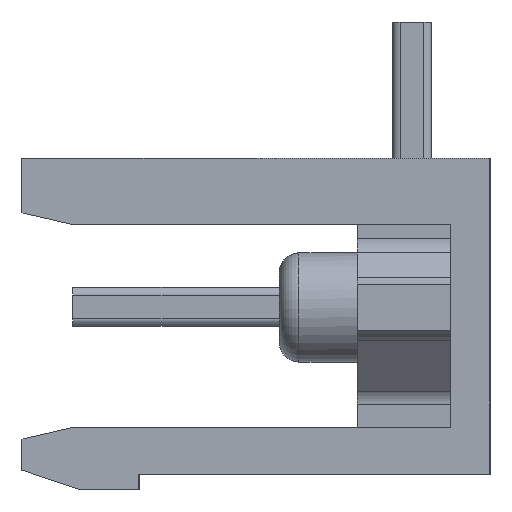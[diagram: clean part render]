
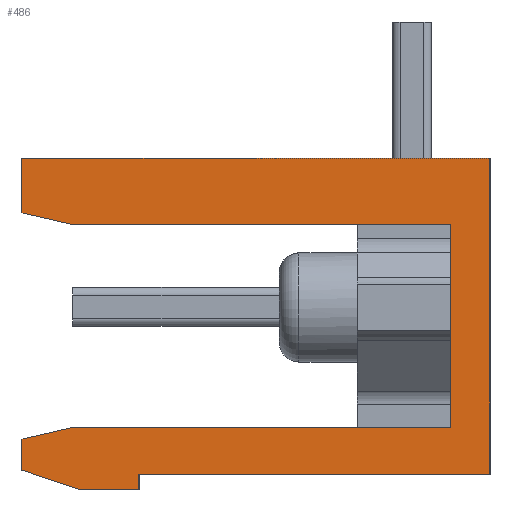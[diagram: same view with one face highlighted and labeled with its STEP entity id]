
A CAD part, left-side view. The second image highlights one B-rep face of the part: STEP entity #486.
In plain terms, the highlighted planar face has unit normal (-1, 0, 0).
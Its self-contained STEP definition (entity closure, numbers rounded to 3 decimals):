
#486=ADVANCED_FACE('',(#1381),#1382,.F.);
#1381=FACE_OUTER_BOUND('',#2323,.T.);
#1382=PLANE('',#2324);
#2323=EDGE_LOOP('',(#5902,#5903,#5904,#5905,#5906,#5907,#5908,#5909,#5910,#5911,#5912,#5913,#5914));
#2324=AXIS2_PLACEMENT_3D('',#5915,#5916,#5917);
#5902=ORIENTED_EDGE('',*,*,#6427,.F.);
#5903=ORIENTED_EDGE('',*,*,#7428,.F.);
#5904=ORIENTED_EDGE('',*,*,#7429,.T.);
#5905=ORIENTED_EDGE('',*,*,#7430,.F.);
#5906=ORIENTED_EDGE('',*,*,#6494,.T.);
#5907=ORIENTED_EDGE('',*,*,#6510,.T.);
#5908=ORIENTED_EDGE('',*,*,#6513,.T.);
#5909=ORIENTED_EDGE('',*,*,#6517,.T.);
#5910=ORIENTED_EDGE('',*,*,#6340,.T.);
#5911=ORIENTED_EDGE('',*,*,#6375,.T.);
#5912=ORIENTED_EDGE('',*,*,#7431,.F.);
#5913=ORIENTED_EDGE('',*,*,#7432,.T.);
#5914=ORIENTED_EDGE('',*,*,#7433,.F.);
#5915=CARTESIAN_POINT('',(1.0,12.0,18.726));
#5916=DIRECTION('',(1.0,0.0,0.0));
#5917=DIRECTION('',(0.0,1.0,-0.0));
#6340=EDGE_CURVE('',#7646,#7647,#7648,.T.);
#6375=EDGE_CURVE('',#7647,#7714,#7716,.T.);
#6427=EDGE_CURVE('',#7812,#7814,#7815,.T.);
#6494=EDGE_CURVE('',#7940,#7941,#7942,.T.);
#6510=EDGE_CURVE('',#7941,#7971,#7972,.T.);
#6513=EDGE_CURVE('',#7971,#7976,#7977,.T.);
#6517=EDGE_CURVE('',#7976,#7646,#7983,.T.);
#7428=EDGE_CURVE('',#9440,#7812,#9441,.T.);
#7429=EDGE_CURVE('',#9440,#9442,#9443,.T.);
#7430=EDGE_CURVE('',#7940,#9442,#9444,.T.);
#7431=EDGE_CURVE('',#9445,#7714,#9446,.T.);
#7432=EDGE_CURVE('',#9445,#9447,#9448,.T.);
#7433=EDGE_CURVE('',#7814,#9447,#9449,.T.);
#7646=VERTEX_POINT('',#9715);
#7647=VERTEX_POINT('',#9716);
#7648=LINE('',#9717,#9718);
#7714=VERTEX_POINT('',#9815);
#7716=LINE('',#9818,#9819);
#7812=VERTEX_POINT('',#9969);
#7814=VERTEX_POINT('',#9972);
#7815=LINE('',#9973,#9974);
#7940=VERTEX_POINT('',#10165);
#7941=VERTEX_POINT('',#10166);
#7942=LINE('',#10167,#10168);
#7971=VERTEX_POINT('',#10212);
#7972=LINE('',#10213,#10214);
#7976=VERTEX_POINT('',#10220);
#7977=LINE('',#10221,#10222);
#7983=LINE('',#10231,#10232);
#9440=VERTEX_POINT('',#12357);
#9441=LINE('',#12358,#12359);
#9442=VERTEX_POINT('',#12360);
#9443=LINE('',#12361,#12362);
#9444=LINE('',#12363,#12364);
#9445=VERTEX_POINT('',#12365);
#9446=LINE('',#12366,#12367);
#9447=VERTEX_POINT('',#12368);
#9448=LINE('',#12369,#12370);
#9449=LINE('',#12371,#12372);
#9715=CARTESIAN_POINT('',(1.0,0.0,0.0));
#9716=CARTESIAN_POINT('',(1.0,12.0,0.0));
#9717=CARTESIAN_POINT('',(1.0,0.0,0.0));
#9718=VECTOR('',#12753,12.0);
#9815=CARTESIAN_POINT('',(1.0,12.0,-1.4));
#9818=CARTESIAN_POINT('',(1.0,12.0,0.0));
#9819=VECTOR('',#12792,1.4);
#9969=CARTESIAN_POINT('',(1.0,10.7,-6.9));
#9972=CARTESIAN_POINT('',(1.0,1.0,-6.9));
#9973=CARTESIAN_POINT('',(1.0,10.7,-6.9));
#9974=VECTOR('',#12871,9.7);
#10165=CARTESIAN_POINT('',(1.0,10.5,-8.5));
#10166=CARTESIAN_POINT('',(1.0,9.0,-8.5));
#10167=CARTESIAN_POINT('',(1.0,10.5,-8.5));
#10168=VECTOR('',#12938,1.5);
#10212=CARTESIAN_POINT('',(1.0,9.0,-8.1));
#10213=CARTESIAN_POINT('',(1.0,9.0,-8.5));
#10214=VECTOR('',#12954,0.4);
#10220=CARTESIAN_POINT('',(1.0,0.0,-8.1));
#10221=CARTESIAN_POINT('',(1.0,9.0,-8.1));
#10222=VECTOR('',#12957,9.0);
#10231=CARTESIAN_POINT('',(1.0,0.0,-8.1));
#10232=VECTOR('',#12961,8.1);
#12357=CARTESIAN_POINT('',(1.0,12.0,-7.2));
#12358=CARTESIAN_POINT('',(1.0,12.0,-7.2));
#12359=VECTOR('',#14426,1.334);
#12360=CARTESIAN_POINT('',(1.0,12.0,-8.0));
#12361=CARTESIAN_POINT('',(1.0,12.0,-7.2));
#12362=VECTOR('',#14427,0.8);
#12363=CARTESIAN_POINT('',(1.0,10.5,-8.5));
#12364=VECTOR('',#14428,1.581);
#12365=CARTESIAN_POINT('',(1.0,10.7,-1.7));
#12366=CARTESIAN_POINT('',(1.0,10.7,-1.7));
#12367=VECTOR('',#14429,1.334);
#12368=CARTESIAN_POINT('',(1.0,1.0,-1.7));
#12369=CARTESIAN_POINT('',(1.0,10.7,-1.7));
#12370=VECTOR('',#14430,9.7);
#12371=CARTESIAN_POINT('',(1.0,1.0,-6.9));
#12372=VECTOR('',#14431,5.2);
#12753=DIRECTION('',(0.0,1.0,0.0));
#12792=DIRECTION('',(0.0,0.0,-1.0));
#12871=DIRECTION('',(0.0,-1.0,0.0));
#12938=DIRECTION('',(0.0,-1.0,0.0));
#12954=DIRECTION('',(0.0,0.0,1.0));
#12957=DIRECTION('',(0.0,-1.0,0.0));
#12961=DIRECTION('',(0.0,0.0,1.0));
#14426=DIRECTION('',(0.0,-0.974,0.225));
#14427=DIRECTION('',(0.0,0.0,-1.0));
#14428=DIRECTION('',(0.0,0.949,0.316));
#14429=DIRECTION('',(0.0,0.974,0.225));
#14430=DIRECTION('',(0.0,-1.0,0.0));
#14431=DIRECTION('',(0.0,0.0,1.0));
